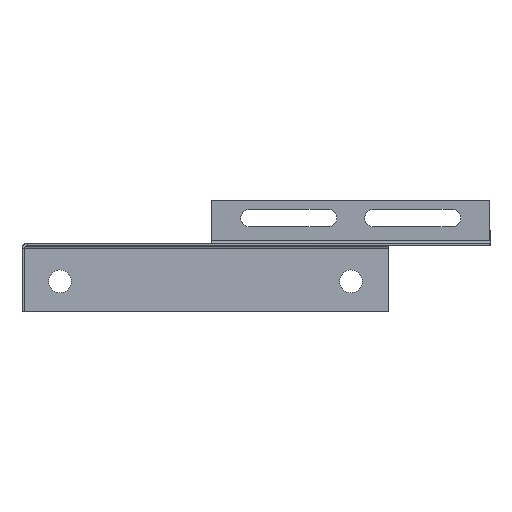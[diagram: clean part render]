
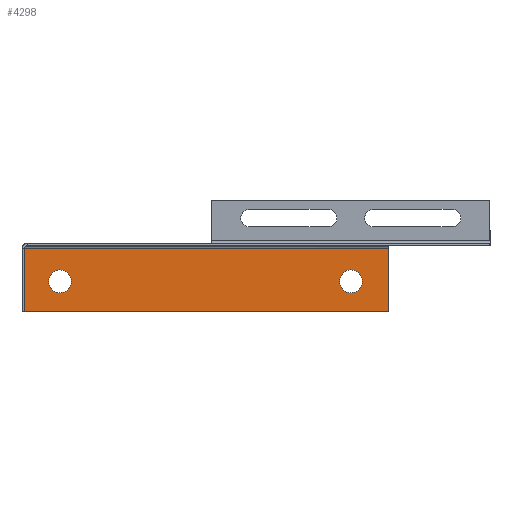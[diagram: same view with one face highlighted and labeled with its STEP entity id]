
A CAD part, front view. The second image highlights one B-rep face of the part: STEP entity #4298.
In plain terms, the highlighted planar face has unit normal (0, -1, 0).
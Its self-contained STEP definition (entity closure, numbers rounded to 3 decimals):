
#212 = DIRECTION ( 'NONE',  ( 0., 0., 1. ) ) ;
#222 = CARTESIAN_POINT ( 'NONE',  ( -50., 124., -10.5 ) ) ;
#228 = VECTOR ( 'NONE', #2416, 1000. ) ;
#230 = ORIENTED_EDGE ( 'NONE', *, *, #439, .T. ) ;
#354 = VERTEX_POINT ( 'NONE', #2939 ) ;
#439 = EDGE_CURVE ( 'NONE', #3569, #3876, #2771, .T. ) ;
#465 = CARTESIAN_POINT ( 'NONE',  ( 65., 124., -15. ) ) ;
#486 = CARTESIAN_POINT ( 'NONE',  ( 0., 124., 0. ) ) ;
#494 = VERTEX_POINT ( 'NONE', #3776 ) ;
#504 = CARTESIAN_POINT ( 'NONE',  ( 65., 124., -10.5 ) ) ;
#544 = AXIS2_PLACEMENT_3D ( 'NONE', #2099, #3426, #2056 ) ;
#556 = VECTOR ( 'NONE', #762, 1000. ) ;
#762 = DIRECTION ( 'NONE',  ( 1., 0., 0. ) ) ;
#809 = VERTEX_POINT ( 'NONE', #504 ) ;
#823 = FACE_BOUND ( 'NONE', #4073, .T. ) ;
#830 = CARTESIAN_POINT ( 'NONE',  ( -65., 124., -2. ) ) ;
#850 = ORIENTED_EDGE ( 'NONE', *, *, #4134, .T. ) ;
#885 = CARTESIAN_POINT ( 'NONE',  ( -65., 124., 0. ) ) ;
#905 = CARTESIAN_POINT ( 'NONE',  ( -65., 124., -27. ) ) ;
#926 = CIRCLE ( 'NONE', #3321, 4.5 ) ;
#998 = VECTOR ( 'NONE', #2194, 1000. ) ;
#1067 = AXIS2_PLACEMENT_3D ( 'NONE', #2596, #2880, #2502 ) ;
#1135 = ORIENTED_EDGE ( 'NONE', *, *, #1828, .F. ) ;
#1194 = LINE ( 'NONE', #885, #998 ) ;
#1196 = DIRECTION ( 'NONE',  ( 0., 1., 0. ) ) ;
#1218 = EDGE_LOOP ( 'NONE', ( #3791, #1496, #230, #850 ) ) ;
#1222 = CIRCLE ( 'NONE', #1067, 4.5 ) ;
#1279 = VECTOR ( 'NONE', #212, 1000. ) ;
#1415 = EDGE_CURVE ( 'NONE', #494, #3376, #4162, .T. ) ;
#1440 = CARTESIAN_POINT ( 'NONE',  ( 0., 124., -27. ) ) ;
#1496 = ORIENTED_EDGE ( 'NONE', *, *, #3519, .T. ) ;
#1517 = FACE_OUTER_BOUND ( 'NONE', #1218, .T. ) ;
#1542 = CIRCLE ( 'NONE', #1885, 4.5 ) ;
#1592 = LINE ( 'NONE', #3278, #1279 ) ;
#1828 = EDGE_CURVE ( 'NONE', #809, #354, #1222, .T. ) ;
#1885 = AXIS2_PLACEMENT_3D ( 'NONE', #2758, #2640, #3975 ) ;
#2025 = CARTESIAN_POINT ( 'NONE',  ( -50., 124., -19.5 ) ) ;
#2056 = DIRECTION ( 'NONE',  ( 0., 0., 1. ) ) ;
#2099 = CARTESIAN_POINT ( 'NONE',  ( -50., 124., -15. ) ) ;
#2107 = PLANE ( 'NONE',  #2701 ) ;
#2194 = DIRECTION ( 'NONE',  ( 0., 0., -1. ) ) ;
#2414 = CARTESIAN_POINT ( 'NONE',  ( 80., 124., -2. ) ) ;
#2416 = DIRECTION ( 'NONE',  ( 1., 0., 0. ) ) ;
#2421 = VERTEX_POINT ( 'NONE', #2025 ) ;
#2450 = CIRCLE ( 'NONE', #544, 4.5 ) ;
#2502 = DIRECTION ( 'NONE',  ( 0., 0., 1. ) ) ;
#2504 = DIRECTION ( 'NONE',  ( 0., -1., 0. ) ) ;
#2596 = CARTESIAN_POINT ( 'NONE',  ( 65., 124., -15. ) ) ;
#2640 = DIRECTION ( 'NONE',  ( 0., 1., 0. ) ) ;
#2659 = CARTESIAN_POINT ( 'NONE',  ( 80., 124., -27. ) ) ;
#2701 = AXIS2_PLACEMENT_3D ( 'NONE', #486, #1196, #4154 ) ;
#2744 = ORIENTED_EDGE ( 'NONE', *, *, #3898, .T. ) ;
#2758 = CARTESIAN_POINT ( 'NONE',  ( -50., 124., -15. ) ) ;
#2771 = LINE ( 'NONE', #1440, #228 ) ;
#2880 = DIRECTION ( 'NONE',  ( 0., -1., 0. ) ) ;
#2939 = CARTESIAN_POINT ( 'NONE',  ( 65., 124., -19.5 ) ) ;
#2998 = EDGE_LOOP ( 'NONE', ( #2744, #3057 ) ) ;
#3057 = ORIENTED_EDGE ( 'NONE', *, *, #3843, .T. ) ;
#3278 = CARTESIAN_POINT ( 'NONE',  ( 80., 124., 0. ) ) ;
#3321 = AXIS2_PLACEMENT_3D ( 'NONE', #465, #2504, #4110 ) ;
#3376 = VERTEX_POINT ( 'NONE', #2414 ) ;
#3426 = DIRECTION ( 'NONE',  ( 0., 1., 0. ) ) ;
#3479 = FACE_BOUND ( 'NONE', #2998, .T. ) ;
#3519 = EDGE_CURVE ( 'NONE', #494, #3569, #1194, .T. ) ;
#3539 = VERTEX_POINT ( 'NONE', #222 ) ;
#3569 = VERTEX_POINT ( 'NONE', #905 ) ;
#3776 = CARTESIAN_POINT ( 'NONE',  ( -65., 124., -2. ) ) ;
#3791 = ORIENTED_EDGE ( 'NONE', *, *, #1415, .F. ) ;
#3843 = EDGE_CURVE ( 'NONE', #2421, #3539, #1542, .T. ) ;
#3876 = VERTEX_POINT ( 'NONE', #2659 ) ;
#3898 = EDGE_CURVE ( 'NONE', #3539, #2421, #2450, .T. ) ;
#3975 = DIRECTION ( 'NONE',  ( 0., 0., 1. ) ) ;
#4073 = EDGE_LOOP ( 'NONE', ( #1135, #4335 ) ) ;
#4110 = DIRECTION ( 'NONE',  ( 0., 0., 1. ) ) ;
#4134 = EDGE_CURVE ( 'NONE', #3876, #3376, #1592, .T. ) ;
#4154 = DIRECTION ( 'NONE',  ( 0., 0., 1. ) ) ;
#4162 = LINE ( 'NONE', #830, #556 ) ;
#4281 = EDGE_CURVE ( 'NONE', #354, #809, #926, .T. ) ;
#4298 = ADVANCED_FACE ( 'NONE', ( #3479, #823, #1517 ), #2107, .F. ) ;
#4335 = ORIENTED_EDGE ( 'NONE', *, *, #4281, .F. ) ;
